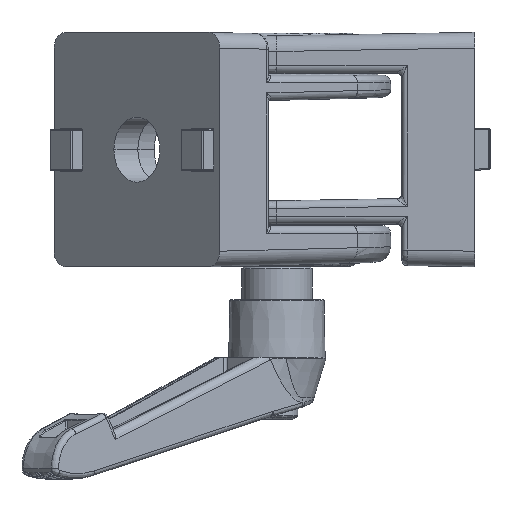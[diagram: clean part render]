
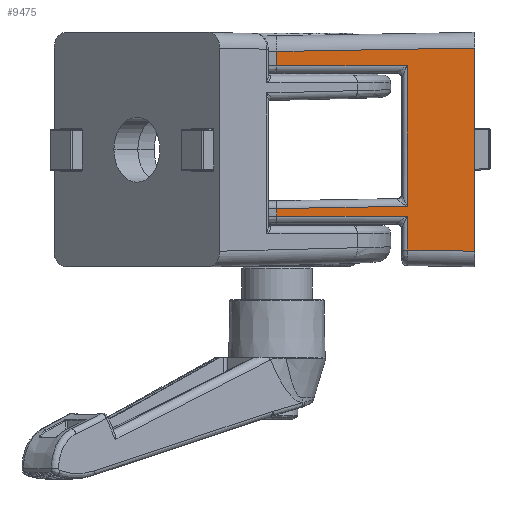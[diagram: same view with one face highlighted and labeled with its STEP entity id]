
A CAD part, left-side view. The second image highlights one B-rep face of the part: STEP entity #9475.
In plain terms, the highlighted planar face has unit normal (-1, 0.018, 0).
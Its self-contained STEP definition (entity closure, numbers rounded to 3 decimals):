
#306=PLANE('',#10029);
#646=LINE('',#32088,#1062);
#706=LINE('',#36584,#1122);
#707=LINE('',#36586,#1123);
#708=LINE('',#36588,#1124);
#710=LINE('',#36591,#1126);
#711=LINE('',#36594,#1127);
#714=LINE('',#36609,#1130);
#715=LINE('',#36611,#1131);
#716=LINE('',#36613,#1132);
#728=LINE('',#37247,#1144);
#1062=VECTOR('',#11186,1.481);
#1122=VECTOR('',#11388,24.99);
#1123=VECTOR('',#11391,26.983);
#1124=VECTOR('',#11394,24.986);
#1126=VECTOR('',#11398,2.737);
#1127=VECTOR('',#11401,38.012);
#1130=VECTOR('',#11406,13.021);
#1131=VECTOR('',#11409,6.473);
#1132=VECTOR('',#11412,24.986);
#1144=VECTOR('',#11452,39.001);
#1908=FACE_OUTER_BOUND('',#2479,.T.);
#2479=EDGE_LOOP('',(#8110,#8111,#8112,#8113,#8114,#8115,#8116,#8117,#8118,
#8119));
#4100=VERTEX_POINT('',#32085);
#4101=VERTEX_POINT('',#32087);
#4138=VERTEX_POINT('',#34698);
#4139=VERTEX_POINT('',#34948);
#4143=VERTEX_POINT('',#35049);
#4144=VERTEX_POINT('',#35141);
#4150=VERTEX_POINT('',#35448);
#4170=VERTEX_POINT('',#36004);
#4180=VERTEX_POINT('',#36593);
#4183=VERTEX_POINT('',#36604);
#5331=EDGE_CURVE('',#4100,#4101,#646,.T.);
#5477=EDGE_CURVE('',#4101,#4138,#706,.T.);
#5478=EDGE_CURVE('',#4138,#4139,#707,.T.);
#5479=EDGE_CURVE('',#4139,#4143,#708,.T.);
#5481=EDGE_CURVE('',#4143,#4170,#710,.T.);
#5482=EDGE_CURVE('',#4170,#4180,#711,.T.);
#5487=EDGE_CURVE('',#4183,#4144,#714,.T.);
#5488=EDGE_CURVE('',#4144,#4150,#715,.T.);
#5489=EDGE_CURVE('',#4150,#4100,#716,.T.);
#5526=EDGE_CURVE('',#4183,#4180,#728,.T.);
#8110=ORIENTED_EDGE('',*,*,#5488,.F.);
#8111=ORIENTED_EDGE('',*,*,#5487,.F.);
#8112=ORIENTED_EDGE('',*,*,#5526,.T.);
#8113=ORIENTED_EDGE('',*,*,#5482,.F.);
#8114=ORIENTED_EDGE('',*,*,#5481,.F.);
#8115=ORIENTED_EDGE('',*,*,#5479,.F.);
#8116=ORIENTED_EDGE('',*,*,#5478,.F.);
#8117=ORIENTED_EDGE('',*,*,#5477,.F.);
#8118=ORIENTED_EDGE('',*,*,#5331,.F.);
#8119=ORIENTED_EDGE('',*,*,#5489,.F.);
#9475=ADVANCED_FACE('',(#1908),#306,.F.);
#10029=AXIS2_PLACEMENT_3D('',#37246,#11450,#11451);
#11186=DIRECTION('',(0.,0.,1.));
#11388=DIRECTION('',(-0.017,-1.,0.017));
#11391=DIRECTION('',(0.,0.,1.));
#11394=DIRECTION('',(0.017,1.,0.));
#11398=DIRECTION('',(0.,0.,1.));
#11401=DIRECTION('',(-0.017,-1.,0.017));
#11406=DIRECTION('',(0.017,1.,0.017));
#11409=DIRECTION('',(0.,0.,1.));
#11412=DIRECTION('',(0.017,1.,0.));
#11450=DIRECTION('center_axis',(1.,-0.017,0.));
#11451=DIRECTION('ref_axis',(0.,0.,-1.));
#11452=DIRECTION('',(0.,0.,1.));
#32085=CARTESIAN_POINT('',(-21.837,38.,-12.8));
#32087=CARTESIAN_POINT('',(-21.837,38.,-11.319));
#32088=CARTESIAN_POINT('',(-21.837,38.,22.5));
#34698=CARTESIAN_POINT('',(-22.273,13.017,-10.883));
#34948=CARTESIAN_POINT('',(-22.273,13.017,16.1));
#35049=CARTESIAN_POINT('',(-21.837,38.,16.1));
#35141=CARTESIAN_POINT('',(-22.273,13.017,-19.273));
#35448=CARTESIAN_POINT('',(-22.273,13.017,-12.8));
#36004=CARTESIAN_POINT('',(-21.837,38.,18.837));
#36584=CARTESIAN_POINT('',(-21.837,38.,-11.319));
#36586=CARTESIAN_POINT('',(-22.273,13.017,22.5));
#36588=CARTESIAN_POINT('',(-22.5,0.,16.1));
#36591=CARTESIAN_POINT('',(-21.837,38.,22.5));
#36593=CARTESIAN_POINT('',(-22.5,0.,19.5));
#36594=CARTESIAN_POINT('',(-21.837,38.,18.837));
#36604=CARTESIAN_POINT('',(-22.5,0.,-19.5));
#36609=CARTESIAN_POINT('',(-22.5,0.,-19.5));
#36611=CARTESIAN_POINT('',(-22.273,13.017,22.5));
#36613=CARTESIAN_POINT('',(-22.5,0.,-12.8));
#37246=CARTESIAN_POINT('Origin',(-22.5,0.,22.5));
#37247=CARTESIAN_POINT('',(-22.5,0.,22.5));
